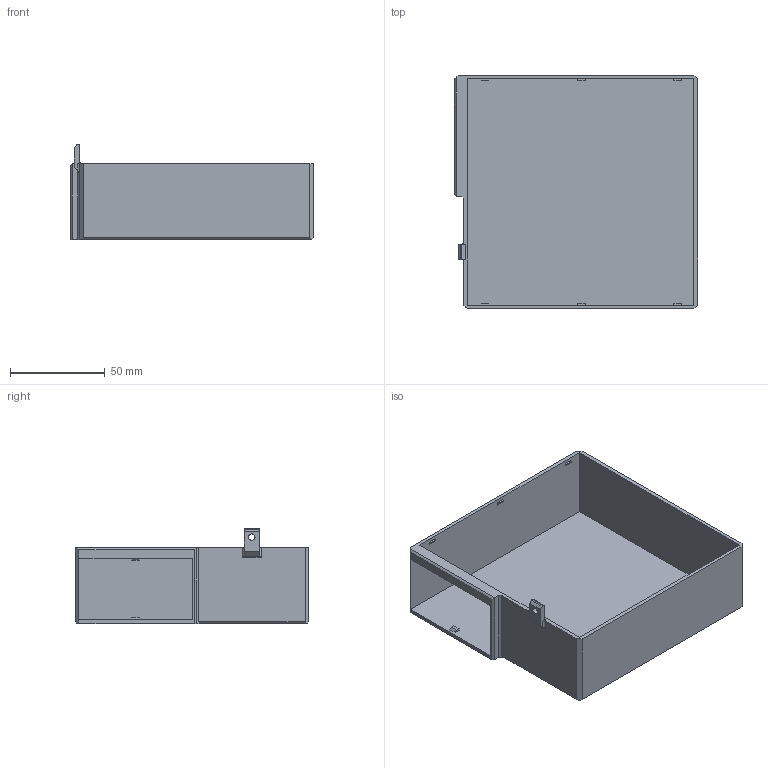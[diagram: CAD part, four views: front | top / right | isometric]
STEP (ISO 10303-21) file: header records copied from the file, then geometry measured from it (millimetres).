
FILE_DESCRIPTION (( 'STEP AP203' ), '1' );
FILE_NAME ('Blower-Holder.STEP', '2021-07-02T12:08:55', ( '' ), ( '' ), 'SwSTEP 2.0', 'SolidWorks 2019', '' );
FILE_SCHEMA (( 'CONFIG_CONTROL_DESIGN' ));
Length unit declared in the file: millimetre
Products named in the file (1): Blower-Holder
Bounding box: 128.2 x 123.2 x 50.09 mm (x, y, z)
Volume: 66214.3 mm3; surface area: 66447.2 mm2
Topology: 1 solids, 1 shells, 86 faces, 225 edges, 148 vertices
Faces by surface type: plane 78, cylinder 8
Entity records: 2678 total; most frequent: CARTESIAN_POINT 472, ORIENTED_EDGE 450, DIRECTION 407, EDGE_CURVE 225, LINE 209, VECTOR 209, VERTEX_POINT 148, AXIS2_PLACEMENT_3D 99
